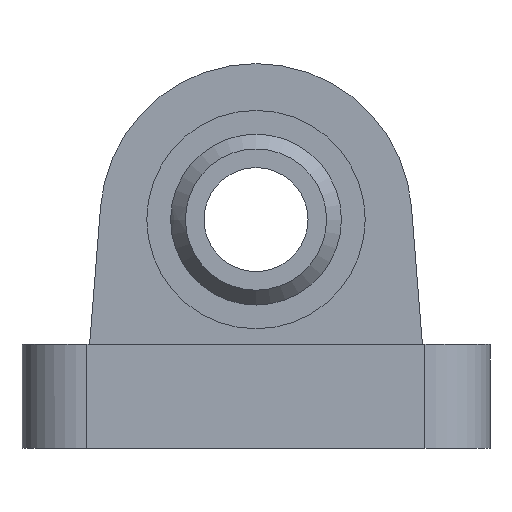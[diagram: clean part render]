
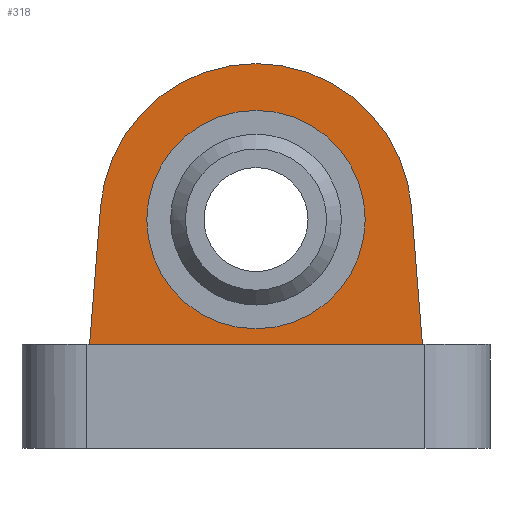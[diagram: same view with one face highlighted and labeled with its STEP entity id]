
A CAD part, left-side view. The second image highlights one B-rep face of the part: STEP entity #318.
In plain terms, the highlighted planar face has unit normal (-1, 0, 0).
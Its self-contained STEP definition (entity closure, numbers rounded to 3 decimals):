
#318 = ADVANCED_FACE ( 'NONE', ( #1327, #1326 ), #1325, .F. ) ;
#319 = EDGE_LOOP ( 'NONE', ( #320, #372, #375, #378 ) ) ;
#320 = ORIENTED_EDGE ( 'NONE', *, *, #321, .T. ) ;
#321 = EDGE_CURVE ( 'NONE', #322, #323, #1320, .T. ) ;
#322 = VERTEX_POINT ( 'NONE', #1316 ) ;
#323 = VERTEX_POINT ( 'NONE', #1315 ) ;
#372 = ORIENTED_EDGE ( 'NONE', *, *, #373, .T. ) ;
#373 = EDGE_CURVE ( 'NONE', #323, #374, #1431, .T. ) ;
#374 = VERTEX_POINT ( 'NONE', #1423 ) ;
#375 = ORIENTED_EDGE ( 'NONE', *, *, #376, .F. ) ;
#376 = EDGE_CURVE ( 'NONE', #377, #374, #1422, .T. ) ;
#377 = VERTEX_POINT ( 'NONE', #1417 ) ;
#378 = ORIENTED_EDGE ( 'NONE', *, *, #428, .F. ) ;
#428 = EDGE_CURVE ( 'NONE', #322, #377, #1530, .T. ) ;
#429 = EDGE_LOOP ( 'NONE', ( #430, #431 ) ) ;
#430 = ORIENTED_EDGE ( 'NONE', *, *, #580, .T. ) ;
#431 = ORIENTED_EDGE ( 'NONE', *, *, #432, .T. ) ;
#432 = EDGE_CURVE ( 'NONE', #578, #581, #1526, .T. ) ;
#578 = VERTEX_POINT ( 'NONE', #1783 ) ;
#580 = EDGE_CURVE ( 'NONE', #581, #578, #1782, .T. ) ;
#581 = VERTEX_POINT ( 'NONE', #1777 ) ;
#1315 = CARTESIAN_POINT ( 'NONE',  ( -5.25, -16., 10. ) ) ;
#1316 = CARTESIAN_POINT ( 'NONE',  ( -5.25, 16., 10. ) ) ;
#1317 = DIRECTION ( 'NONE',  ( 0., -1., 0. ) ) ;
#1318 = VECTOR ( 'NONE', #1317, 1000. ) ;
#1319 = CARTESIAN_POINT ( 'NONE',  ( -5.25, 16., 10. ) ) ;
#1320 = LINE ( 'NONE', #1319, #1318 ) ;
#1321 = DIRECTION ( 'NONE',  ( 0., 1., 0. ) ) ;
#1322 = DIRECTION ( 'NONE',  ( 1., 0., 0. ) ) ;
#1323 = CARTESIAN_POINT ( 'NONE',  ( -5.25, 16., 60. ) ) ;
#1324 = AXIS2_PLACEMENT_3D ( 'NONE', #1323, #1322, #1321 ) ;
#1325 = PLANE ( 'NONE',  #1324 ) ;
#1326 = FACE_BOUND ( 'NONE', #429, .T. ) ;
#1327 = FACE_OUTER_BOUND ( 'NONE', #319, .T. ) ;
#1417 = CARTESIAN_POINT ( 'NONE',  ( -5.25, 14.953, 23.187 ) ) ;
#1418 = DIRECTION ( 'NONE',  ( 0., 1., 0. ) ) ;
#1419 = DIRECTION ( 'NONE',  ( 1., 0., 0. ) ) ;
#1420 = CARTESIAN_POINT ( 'NONE',  ( -5.25, 0., 22. ) ) ;
#1421 = AXIS2_PLACEMENT_3D ( 'NONE', #1420, #1419, #1418 ) ;
#1422 = CIRCLE ( 'NONE', #1421, 15. ) ;
#1423 = CARTESIAN_POINT ( 'NONE',  ( -5.25, -14.953, 23.187 ) ) ;
#1424 = DIRECTION ( 'NONE',  ( 0., 0.079, 0.997 ) ) ;
#1425 = VECTOR ( 'NONE', #1424, 1000. ) ;
#1426 = CARTESIAN_POINT ( 'NONE',  ( -5.25, -11.854, 62.212 ) ) ;
#1431 = LINE ( 'NONE', #1426, #1425 ) ;
#1522 = DIRECTION ( 'NONE',  ( 0., 1., 0. ) ) ;
#1523 = DIRECTION ( 'NONE',  ( 1., 0., 0. ) ) ;
#1524 = CARTESIAN_POINT ( 'NONE',  ( -5.25, 0., 22. ) ) ;
#1525 = AXIS2_PLACEMENT_3D ( 'NONE', #1524, #1523, #1522 ) ;
#1526 = CIRCLE ( 'NONE', #1525, 10.5 ) ;
#1527 = DIRECTION ( 'NONE',  ( 0., -0.079, 0.997 ) ) ;
#1528 = VECTOR ( 'NONE', #1527, 1000. ) ;
#1529 = CARTESIAN_POINT ( 'NONE',  ( -5.25, 12.055, 59.687 ) ) ;
#1530 = LINE ( 'NONE', #1529, #1528 ) ;
#1777 = CARTESIAN_POINT ( 'NONE',  ( -5.25, -10.5, 22. ) ) ;
#1778 = DIRECTION ( 'NONE',  ( 0., 1., 0. ) ) ;
#1779 = DIRECTION ( 'NONE',  ( 1., 0., 0. ) ) ;
#1780 = CARTESIAN_POINT ( 'NONE',  ( -5.25, 0., 22. ) ) ;
#1781 = AXIS2_PLACEMENT_3D ( 'NONE', #1780, #1779, #1778 ) ;
#1782 = CIRCLE ( 'NONE', #1781, 10.5 ) ;
#1783 = CARTESIAN_POINT ( 'NONE',  ( -5.25, 10.5, 22. ) ) ;
